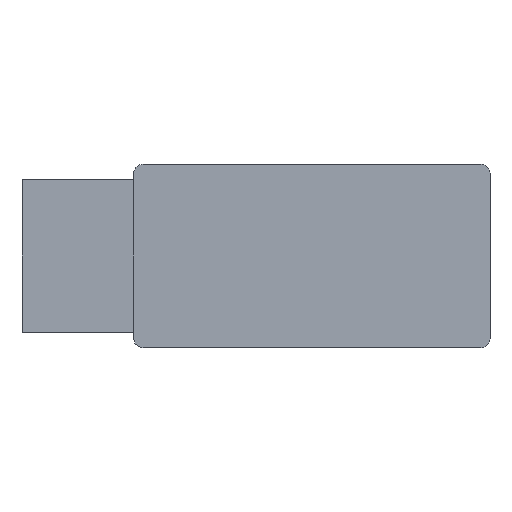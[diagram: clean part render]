
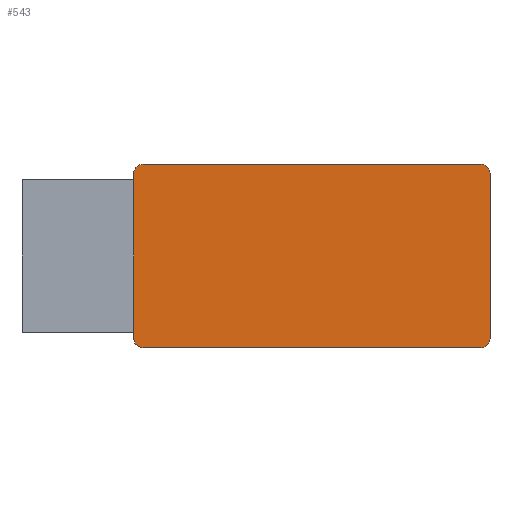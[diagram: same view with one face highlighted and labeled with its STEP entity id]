
A CAD part, front view. The second image highlights one B-rep face of the part: STEP entity #543.
In plain terms, the highlighted planar face has unit normal (0, -1, 0).
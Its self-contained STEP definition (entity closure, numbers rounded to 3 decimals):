
#28=LINE('',#840,#84);
#34=LINE('',#857,#90);
#38=LINE('',#866,#94);
#39=LINE('',#868,#95);
#40=LINE('',#870,#96);
#41=LINE('',#875,#97);
#84=VECTOR('',#660,18.442);
#90=VECTOR('',#674,18.442);
#94=VECTOR('',#680,0.35);
#95=VECTOR('',#681,8.3);
#96=VECTOR('',#682,0.35);
#97=VECTOR('',#687,9.);
#142=PLANE('',#602);
#164=FACE_OUTER_BOUND('',#198,.T.);
#198=EDGE_LOOP('',(#396,#397,#398,#399,#400,#401,#402,#403,#404,#405));
#232=CIRCLE('',#604,0.5);
#233=CIRCLE('',#605,0.5);
#249=ELLIPSE('',#603,0.508,0.5);
#250=ELLIPSE('',#606,0.508,0.5);
#256=VERTEX_POINT('',#838);
#257=VERTEX_POINT('',#839);
#263=VERTEX_POINT('',#855);
#264=VERTEX_POINT('',#856);
#267=VERTEX_POINT('',#864);
#268=VERTEX_POINT('',#865);
#269=VERTEX_POINT('',#867);
#270=VERTEX_POINT('',#869);
#271=VERTEX_POINT('',#872);
#272=VERTEX_POINT('',#874);
#304=EDGE_CURVE('',#256,#257,#28,.T.);
#312=EDGE_CURVE('',#263,#264,#34,.T.);
#316=EDGE_CURVE('',#267,#268,#38,.T.);
#317=EDGE_CURVE('',#268,#269,#39,.T.);
#318=EDGE_CURVE('',#269,#270,#40,.T.);
#319=EDGE_CURVE('',#270,#263,#249,.T.);
#320=EDGE_CURVE('',#264,#271,#232,.T.);
#321=EDGE_CURVE('',#272,#271,#41,.T.);
#322=EDGE_CURVE('',#272,#257,#233,.T.);
#323=EDGE_CURVE('',#256,#267,#250,.T.);
#396=ORIENTED_EDGE('',*,*,#316,.T.);
#397=ORIENTED_EDGE('',*,*,#317,.T.);
#398=ORIENTED_EDGE('',*,*,#318,.T.);
#399=ORIENTED_EDGE('',*,*,#319,.T.);
#400=ORIENTED_EDGE('',*,*,#312,.T.);
#401=ORIENTED_EDGE('',*,*,#320,.T.);
#402=ORIENTED_EDGE('',*,*,#321,.F.);
#403=ORIENTED_EDGE('',*,*,#322,.T.);
#404=ORIENTED_EDGE('',*,*,#304,.F.);
#405=ORIENTED_EDGE('',*,*,#323,.T.);
#543=ADVANCED_FACE('',(#164),#142,.T.);
#602=AXIS2_PLACEMENT_3D('',#863,#678,#679);
#603=AXIS2_PLACEMENT_3D('',#871,#683,#684);
#604=AXIS2_PLACEMENT_3D('',#873,#685,#686);
#605=AXIS2_PLACEMENT_3D('',#876,#688,#689);
#606=AXIS2_PLACEMENT_3D('',#877,#690,#691);
#660=DIRECTION('',(1.,0.,0.));
#674=DIRECTION('',(1.,0.,0.));
#678=DIRECTION('center_axis',(0.,-1.,0.));
#679=DIRECTION('ref_axis',(0.,0.,-1.));
#680=DIRECTION('',(0.,0.,-1.));
#681=DIRECTION('',(0.,0.,-1.));
#682=DIRECTION('',(0.,0.,-1.));
#683=DIRECTION('center_axis',(0.,-1.,0.));
#684=DIRECTION('ref_axis',(1.,0.,0.));
#685=DIRECTION('center_axis',(0.,-1.,0.));
#686=DIRECTION('ref_axis',(0.,0.,-1.));
#687=DIRECTION('',(0.,0.,-1.));
#688=DIRECTION('center_axis',(0.,-1.,0.));
#689=DIRECTION('ref_axis',(0.,0.,-1.));
#690=DIRECTION('center_axis',(0.,-1.,0.));
#691=DIRECTION('ref_axis',(1.,0.,0.));
#838=CARTESIAN_POINT('',(-18.942,0.,5.));
#839=CARTESIAN_POINT('',(-0.5,0.,5.));
#840=CARTESIAN_POINT('',(-18.942,0.,5.));
#855=CARTESIAN_POINT('',(-18.942,0.,-5.));
#856=CARTESIAN_POINT('',(-0.5,0.,-5.));
#857=CARTESIAN_POINT('',(-18.942,0.,-5.));
#863=CARTESIAN_POINT('Origin',(-19.45,0.,5.));
#864=CARTESIAN_POINT('',(-19.45,0.,4.5));
#865=CARTESIAN_POINT('',(-19.45,0.,4.15));
#866=CARTESIAN_POINT('',(-19.45,0.,4.5));
#867=CARTESIAN_POINT('',(-19.45,0.,-4.15));
#868=CARTESIAN_POINT('',(-19.45,0.,4.15));
#869=CARTESIAN_POINT('',(-19.45,0.,-4.5));
#870=CARTESIAN_POINT('',(-19.45,0.,-4.15));
#871=CARTESIAN_POINT('Origin',(-18.942,0.,-4.5));
#872=CARTESIAN_POINT('',(0.,0.,-4.5));
#873=CARTESIAN_POINT('Origin',(-0.5,0.,-4.5));
#874=CARTESIAN_POINT('',(0.,0.,4.5));
#875=CARTESIAN_POINT('',(0.,0.,4.5));
#876=CARTESIAN_POINT('Origin',(-0.5,0.,4.5));
#877=CARTESIAN_POINT('Origin',(-18.942,0.,4.5));
